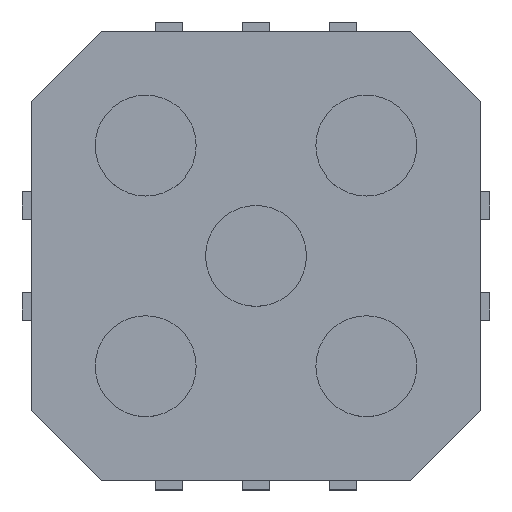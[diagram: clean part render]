
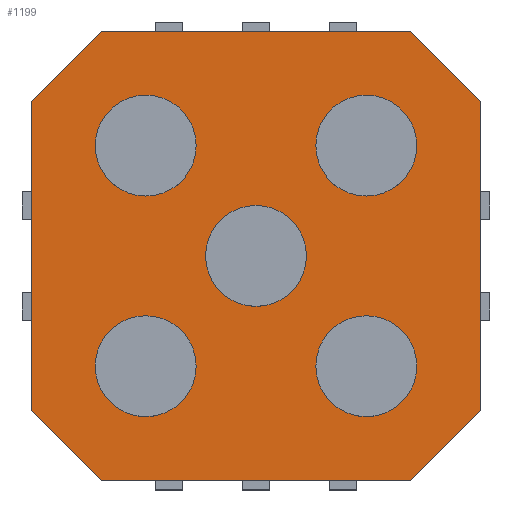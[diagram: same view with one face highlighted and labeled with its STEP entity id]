
A CAD part, top view. The second image highlights one B-rep face of the part: STEP entity #1199.
In plain terms, the highlighted planar face has unit normal (0, 0, 1).
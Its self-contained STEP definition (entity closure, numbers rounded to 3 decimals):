
#68=FACE_OUTER_BOUND('',#153,.T.);
#153=EDGE_LOOP('',(#825,#826,#827,#828,#829,#830,#831,#832));
#232=LINE('',#1749,#381);
#235=LINE('',#1755,#384);
#238=LINE('',#1761,#387);
#241=LINE('',#1767,#390);
#244=LINE('',#1773,#393);
#247=LINE('',#1779,#396);
#250=LINE('',#1785,#399);
#253=LINE('',#1789,#402);
#381=VECTOR('',#1406,10.);
#384=VECTOR('',#1411,10.);
#387=VECTOR('',#1416,10.);
#390=VECTOR('',#1421,10.);
#393=VECTOR('',#1426,10.);
#396=VECTOR('',#1431,10.);
#399=VECTOR('',#1436,10.);
#402=VECTOR('',#1441,10.);
#530=VERTEX_POINT('',#1746);
#531=VERTEX_POINT('',#1748);
#533=VERTEX_POINT('',#1754);
#535=VERTEX_POINT('',#1760);
#537=VERTEX_POINT('',#1766);
#539=VERTEX_POINT('',#1772);
#541=VERTEX_POINT('',#1778);
#543=VERTEX_POINT('',#1784);
#636=EDGE_CURVE('',#531,#530,#232,.T.);
#639=EDGE_CURVE('',#533,#531,#235,.T.);
#642=EDGE_CURVE('',#535,#533,#238,.T.);
#645=EDGE_CURVE('',#537,#535,#241,.T.);
#648=EDGE_CURVE('',#539,#537,#244,.T.);
#651=EDGE_CURVE('',#541,#539,#247,.T.);
#654=EDGE_CURVE('',#543,#541,#250,.T.);
#657=EDGE_CURVE('',#530,#543,#253,.T.);
#825=ORIENTED_EDGE('',*,*,#657,.T.);
#826=ORIENTED_EDGE('',*,*,#654,.T.);
#827=ORIENTED_EDGE('',*,*,#651,.T.);
#828=ORIENTED_EDGE('',*,*,#648,.T.);
#829=ORIENTED_EDGE('',*,*,#645,.T.);
#830=ORIENTED_EDGE('',*,*,#642,.T.);
#831=ORIENTED_EDGE('',*,*,#639,.T.);
#832=ORIENTED_EDGE('',*,*,#636,.T.);
#1119=PLANE('',#1313);
#1199=ADVANCED_FACE('',(#68),#1119,.T.);
#1313=AXIS2_PLACEMENT_3D('',#1790,#1442,#1443);
#1406=DIRECTION('',(0.,-1.,0.));
#1411=DIRECTION('',(-0.707,-0.707,0.));
#1416=DIRECTION('',(-1.,0.,0.));
#1421=DIRECTION('',(-0.707,0.707,0.));
#1426=DIRECTION('',(0.,1.,0.));
#1431=DIRECTION('',(0.707,0.707,0.));
#1436=DIRECTION('',(1.,0.,0.));
#1441=DIRECTION('',(0.707,-0.707,0.));
#1442=DIRECTION('center_axis',(0.,0.,1.));
#1443=DIRECTION('ref_axis',(1.,0.,0.));
#1746=CARTESIAN_POINT('',(-4.9,-3.373,1.3));
#1748=CARTESIAN_POINT('',(-4.9,3.373,1.3));
#1749=CARTESIAN_POINT('',(-4.9,-3.373,1.3));
#1754=CARTESIAN_POINT('',(-3.373,4.9,1.3));
#1755=CARTESIAN_POINT('',(-4.9,3.373,1.3));
#1760=CARTESIAN_POINT('',(3.373,4.9,1.3));
#1761=CARTESIAN_POINT('',(-3.373,4.9,1.3));
#1766=CARTESIAN_POINT('',(4.9,3.373,1.3));
#1767=CARTESIAN_POINT('',(3.373,4.9,1.3));
#1772=CARTESIAN_POINT('',(4.9,-3.373,1.3));
#1773=CARTESIAN_POINT('',(4.9,3.373,1.3));
#1778=CARTESIAN_POINT('',(3.373,-4.9,1.3));
#1779=CARTESIAN_POINT('',(4.9,-3.373,1.3));
#1784=CARTESIAN_POINT('',(-3.373,-4.9,1.3));
#1785=CARTESIAN_POINT('',(3.373,-4.9,1.3));
#1789=CARTESIAN_POINT('',(-3.373,-4.9,1.3));
#1790=CARTESIAN_POINT('Origin',(0.,0.,1.3));
